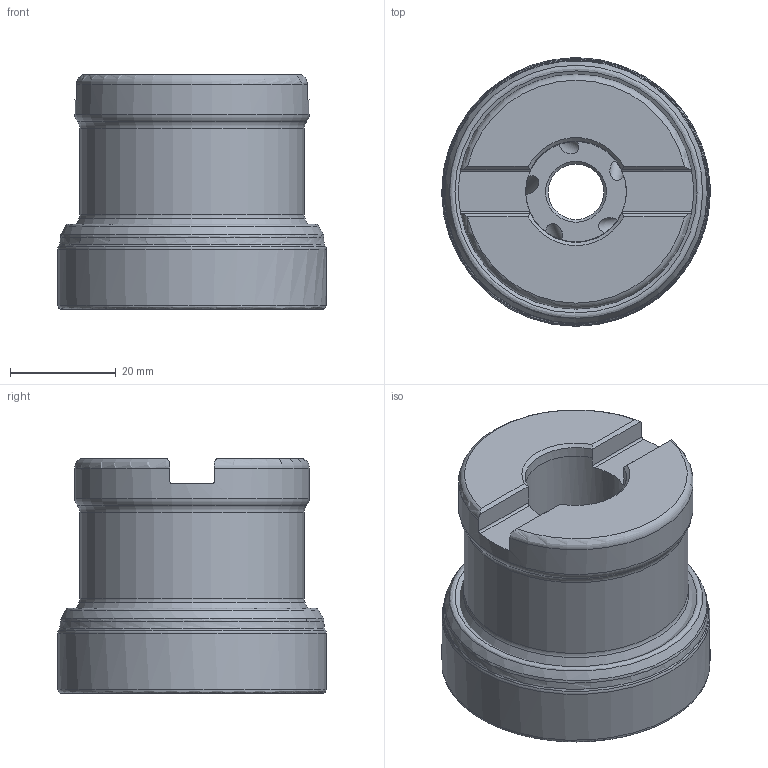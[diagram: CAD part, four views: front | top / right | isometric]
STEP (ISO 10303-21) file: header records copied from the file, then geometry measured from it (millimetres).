
FILE_DESCRIPTION(/* description */ (''),/* implementation_level */ '2;1');
FILE_NAME(/* name */ 'E-Catalogue_F90-TP16-D200Z5S075I.stp',/* time_stamp */ '2023-10-18T17:09:53+09:00',/* author */ (''),/* organization */ (''),/* preprocessor_version */ 'ST-DEVELOPER v16',/* originating_system */ 'SIEMENS PLM Software NX 10.0',/* authorisation */ '');
FILE_SCHEMA (('AP203_CONFIGURATION_CONTROLLED_3D_DESIGN_OF_MECHANICAL_PARTS_AND_ASSEMBLIES_MIM_LF { 1 0 10303 403 2 1 2}'));
Length unit declared in the file: millimetre
Products named in the file (1): 10223BFCFCF2pov0
Bounding box: 50.8 x 50.8 x 44.45 mm (x, y, z)
Volume: 55846.9 mm3; surface area: 18946.4 mm2
Topology: 1 solids, 2 shells, 90 faces, 275 edges, 206 vertices
Faces by surface type: torus 23, revolution 21, cylinder 20, plane 17, cone 9
Full cylindrical faces by diameter (mm): 3 x5, 3.4 x5, 10.5 x1, 16 x1, 19.05 x1, 20.05 x1, 42.45 x1, 44.45 x1
Entity records: 3513 total; most frequent: CARTESIAN_POINT 1572, DIRECTION 352, ORIENTED_EDGE 314, EDGE_LOOP 158, EDGE_CURVE 157, AXIS2_PLACEMENT_3D 152, FACE_BOUND 131, VERTEX_POINT 125
